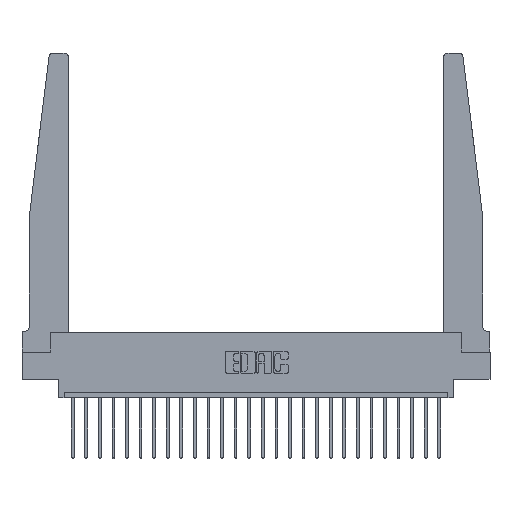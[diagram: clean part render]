
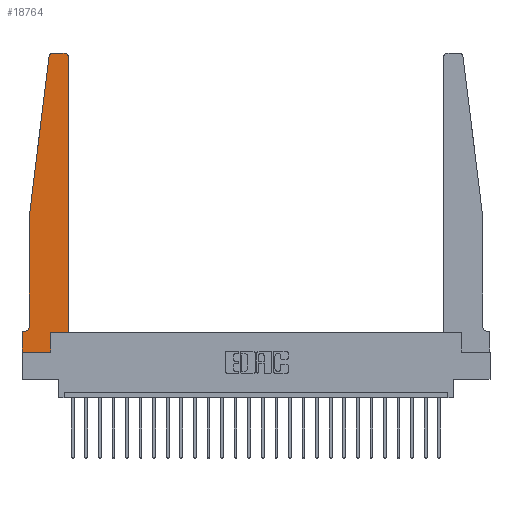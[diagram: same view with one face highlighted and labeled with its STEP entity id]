
A CAD part, top view. The second image highlights one B-rep face of the part: STEP entity #18764.
In plain terms, the highlighted planar face has unit normal (0, 0, 1).
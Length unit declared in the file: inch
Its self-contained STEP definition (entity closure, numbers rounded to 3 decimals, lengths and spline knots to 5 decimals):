
#885 = ORIENTED_EDGE ( 'NONE', *, *, #5583, .T. ) ;
#1252 = ORIENTED_EDGE ( 'NONE', *, *, #9266, .T. ) ;
#1395 = VECTOR ( 'NONE', #5721, 39.37008 ) ;
#2129 = AXIS2_PLACEMENT_3D ( 'NONE', #8460, #24178, #19826 ) ;
#2621 = LINE ( 'NONE', #3785, #20990 ) ;
#2716 = EDGE_CURVE ( 'NONE', #6464, #4160, #13339, .T. ) ;
#2739 = DIRECTION ( 'NONE',  ( -1., 0., 0. ) ) ;
#2905 = CARTESIAN_POINT ( 'NONE',  ( 0.065, 1.25, 0.37 ) ) ;
#3208 = EDGE_LOOP ( 'NONE', ( #1252, #11633, #20334, #14139, #9153, #4163, #16841, #18649, #24493, #14811, #8144, #885 ) ) ;
#3279 = DIRECTION ( 'NONE',  ( 0., -1., 0. ) ) ;
#3339 = LINE ( 'NONE', #14765, #11295 ) ;
#3606 = VERTEX_POINT ( 'NONE', #7642 ) ;
#3785 = CARTESIAN_POINT ( 'NONE',  ( 0.065, 0.1875, 0.37 ) ) ;
#4106 = CARTESIAN_POINT ( 'NONE',  ( 0.25, 2.75, 0.37 ) ) ;
#4151 = VERTEX_POINT ( 'NONE', #12215 ) ;
#4160 = VERTEX_POINT ( 'NONE', #20234 ) ;
#4163 = ORIENTED_EDGE ( 'NONE', *, *, #22916, .T. ) ;
#4729 = CARTESIAN_POINT ( 'NONE',  ( 0., 0., 0.37 ) ) ;
#5191 = CARTESIAN_POINT ( 'NONE',  ( 0.27653, 2.75, 0.37 ) ) ;
#5410 = CIRCLE ( 'NONE', #20964, 0.05 ) ;
#5515 = CARTESIAN_POINT ( 'NONE',  ( 0.2605, 0.18, 0.37 ) ) ;
#5583 = EDGE_CURVE ( 'NONE', #3606, #14945, #21644, .T. ) ;
#5721 = DIRECTION ( 'NONE',  ( -0.122, -0.992, 0. ) ) ;
#6356 = DIRECTION ( 'NONE',  ( 1., 0., 0. ) ) ;
#6464 = VERTEX_POINT ( 'NONE', #18331 ) ;
#6769 = CARTESIAN_POINT ( 'NONE',  ( 0.24675, 2.72367, 0.37 ) ) ;
#7414 = CARTESIAN_POINT ( 'NONE',  ( 0.065, 0.2375, 0.37 ) ) ;
#7642 = CARTESIAN_POINT ( 'NONE',  ( 0.425, 2.72, 0.37 ) ) ;
#8074 = VECTOR ( 'NONE', #14768, 39.37008 ) ;
#8144 = ORIENTED_EDGE ( 'NONE', *, *, #18716, .T. ) ;
#8287 = EDGE_CURVE ( 'NONE', #15369, #23412, #5410, .T. ) ;
#8338 = LINE ( 'NONE', #4106, #8634 ) ;
#8460 = CARTESIAN_POINT ( 'NONE',  ( 0.395, 2.72, 0.37 ) ) ;
#8634 = VECTOR ( 'NONE', #2739, 39.37008 ) ;
#8963 = CARTESIAN_POINT ( 'NONE',  ( 0.425, 0.18, 0.37 ) ) ;
#9153 = ORIENTED_EDGE ( 'NONE', *, *, #8287, .T. ) ;
#9266 = EDGE_CURVE ( 'NONE', #14945, #21521, #8338, .T. ) ;
#9496 = DIRECTION ( 'NONE',  ( 0., 1., 0. ) ) ;
#9875 = VECTOR ( 'NONE', #9496, 39.37008 ) ;
#10564 = LINE ( 'NONE', #10805, #8074 ) ;
#10805 = CARTESIAN_POINT ( 'NONE',  ( 0.425, 0.18, 0.37 ) ) ;
#11295 = VECTOR ( 'NONE', #24311, 39.37008 ) ;
#11633 = ORIENTED_EDGE ( 'NONE', *, *, #14677, .T. ) ;
#12215 = CARTESIAN_POINT ( 'NONE',  ( 0.425, 0.18, 0.37 ) ) ;
#12545 = PLANE ( 'NONE',  #21647 ) ;
#12568 = EDGE_CURVE ( 'NONE', #16263, #6464, #15150, .T. ) ;
#13043 = VECTOR ( 'NONE', #19165, 39.37008 ) ;
#13339 = LINE ( 'NONE', #5515, #9875 ) ;
#14139 = ORIENTED_EDGE ( 'NONE', *, *, #17250, .T. ) ;
#14267 = CARTESIAN_POINT ( 'NONE',  ( 0., 0.1875, 0.37 ) ) ;
#14654 = CARTESIAN_POINT ( 'NONE',  ( 0.015, 0.1875, 0.37 ) ) ;
#14677 = EDGE_CURVE ( 'NONE', #21521, #17316, #21108, .T. ) ;
#14765 = CARTESIAN_POINT ( 'NONE',  ( 0., 0., 0.37 ) ) ;
#14768 = DIRECTION ( 'NONE',  ( 0., 1., 0. ) ) ;
#14779 = EDGE_CURVE ( 'NONE', #4160, #4151, #22544, .T. ) ;
#14811 = ORIENTED_EDGE ( 'NONE', *, *, #14779, .T. ) ;
#14945 = VERTEX_POINT ( 'NONE', #23155 ) ;
#15150 = LINE ( 'NONE', #4729, #13043 ) ;
#15369 = VERTEX_POINT ( 'NONE', #7414 ) ;
#15504 = VECTOR ( 'NONE', #16904, 39.37008 ) ;
#15660 = CARTESIAN_POINT ( 'NONE',  ( 0.065, 1.25, 0.37 ) ) ;
#16263 = VERTEX_POINT ( 'NONE', #19704 ) ;
#16397 = VECTOR ( 'NONE', #3279, 39.37008 ) ;
#16841 = ORIENTED_EDGE ( 'NONE', *, *, #18271, .T. ) ;
#16904 = DIRECTION ( 'NONE',  ( 1., 0., 0. ) ) ;
#17050 = CARTESIAN_POINT ( 'NONE',  ( 0.065, 1.25, 0.37 ) ) ;
#17167 = LINE ( 'NONE', #17050, #1395 ) ;
#17250 = EDGE_CURVE ( 'NONE', #20840, #15369, #22237, .T. ) ;
#17316 = VERTEX_POINT ( 'NONE', #6769 ) ;
#17675 = CARTESIAN_POINT ( 'NONE',  ( 0.27653, 2.72, 0.37 ) ) ;
#17683 = DIRECTION ( 'NONE',  ( -1., 0., 0. ) ) ;
#17933 = DIRECTION ( 'NONE',  ( 0., 0., 1. ) ) ;
#18163 = FACE_OUTER_BOUND ( 'NONE', #3208, .T. ) ;
#18271 = EDGE_CURVE ( 'NONE', #20093, #16263, #3339, .T. ) ;
#18331 = CARTESIAN_POINT ( 'NONE',  ( 0.2605, 0., 0.37 ) ) ;
#18649 = ORIENTED_EDGE ( 'NONE', *, *, #12568, .T. ) ;
#18716 = EDGE_CURVE ( 'NONE', #4151, #3606, #10564, .T. ) ;
#18764 = ADVANCED_FACE ( 'NONE', ( #18163 ), #12545, .T. ) ;
#18782 = CARTESIAN_POINT ( 'NONE',  ( 0.015, 0.2375, 0.37 ) ) ;
#19165 = DIRECTION ( 'NONE',  ( 1., 0., 0. ) ) ;
#19628 = EDGE_CURVE ( 'NONE', #17316, #20840, #17167, .T. ) ;
#19704 = CARTESIAN_POINT ( 'NONE',  ( 0., 0., 0.37 ) ) ;
#19826 = DIRECTION ( 'NONE',  ( 1., 0., 0. ) ) ;
#20093 = VERTEX_POINT ( 'NONE', #14267 ) ;
#20186 = DIRECTION ( 'NONE',  ( 1., 0., 0. ) ) ;
#20234 = CARTESIAN_POINT ( 'NONE',  ( 0.2605, 0.18, 0.37 ) ) ;
#20334 = ORIENTED_EDGE ( 'NONE', *, *, #19628, .T. ) ;
#20678 = DIRECTION ( 'NONE',  ( 0., 0., -1. ) ) ;
#20840 = VERTEX_POINT ( 'NONE', #15660 ) ;
#20964 = AXIS2_PLACEMENT_3D ( 'NONE', #18782, #20678, #24518 ) ;
#20990 = VECTOR ( 'NONE', #17683, 39.37008 ) ;
#21108 = CIRCLE ( 'NONE', #24282, 0.03 ) ;
#21521 = VERTEX_POINT ( 'NONE', #5191 ) ;
#21644 = CIRCLE ( 'NONE', #2129, 0.03 ) ;
#21647 = AXIS2_PLACEMENT_3D ( 'NONE', #22179, #24039, #20186 ) ;
#22179 = CARTESIAN_POINT ( 'NONE',  ( 0., 0.1875, 0.37 ) ) ;
#22237 = LINE ( 'NONE', #2905, #16397 ) ;
#22544 = LINE ( 'NONE', #8963, #15504 ) ;
#22916 = EDGE_CURVE ( 'NONE', #23412, #20093, #2621, .T. ) ;
#23155 = CARTESIAN_POINT ( 'NONE',  ( 0.395, 2.75, 0.37 ) ) ;
#23412 = VERTEX_POINT ( 'NONE', #14654 ) ;
#24039 = DIRECTION ( 'NONE',  ( 0., 0., 1. ) ) ;
#24178 = DIRECTION ( 'NONE',  ( 0., 0., 1. ) ) ;
#24282 = AXIS2_PLACEMENT_3D ( 'NONE', #17675, #17933, #6356 ) ;
#24311 = DIRECTION ( 'NONE',  ( 0., -1., 0. ) ) ;
#24493 = ORIENTED_EDGE ( 'NONE', *, *, #2716, .T. ) ;
#24518 = DIRECTION ( 'NONE',  ( -1., 0., 0. ) ) ;
